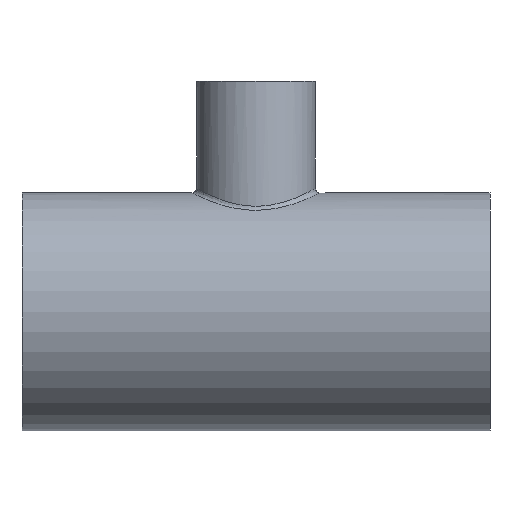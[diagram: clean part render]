
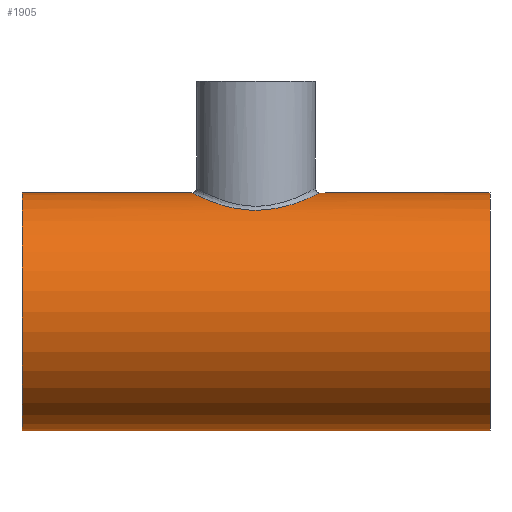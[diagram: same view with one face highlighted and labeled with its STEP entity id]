
A CAD part, front view. The second image highlights one B-rep face of the part: STEP entity #1905.
In plain terms, the highlighted cylindrical face has radius 50.8 mm (diameter 101.6 mm), a full revolution.
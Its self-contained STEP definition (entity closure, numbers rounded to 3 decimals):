
#1702=CARTESIAN_POINT('',(0.,-26.362,43.424));
#1703=VERTEX_POINT('',#1702);
#1783=CARTESIAN_POINT('',(0.,-26.362,43.424));
#1784=CARTESIAN_POINT('',(1.041,-26.362,43.424));
#1785=CARTESIAN_POINT('',(3.125,-26.247,43.494));
#1786=CARTESIAN_POINT('',(6.192,-25.738,43.799));
#1787=CARTESIAN_POINT('',(9.174,-24.9,44.284));
#1788=CARTESIAN_POINT('',(11.548,-23.942,44.809));
#1789=CARTESIAN_POINT('',(13.351,-23.036,45.279));
#1790=CARTESIAN_POINT('',(14.652,-22.292,45.65));
#1791=CARTESIAN_POINT('',(15.91,-21.479,46.039));
#1792=CARTESIAN_POINT('',(18.332,-19.719,46.841));
#1793=CARTESIAN_POINT('',(20.61,-17.527,47.721));
#1794=CARTESIAN_POINT('',(22.61,-14.933,48.565));
#1795=CARTESIAN_POINT('',(24.063,-12.727,49.204));
#1796=CARTESIAN_POINT('',(25.26,-10.361,49.76));
#1797=CARTESIAN_POINT('',(26.176,-7.875,50.198));
#1798=CARTESIAN_POINT('',(26.902,-5.306,50.552));
#1799=CARTESIAN_POINT('',(27.427,-2.005,50.813));
#1800=CARTESIAN_POINT('',(27.426,1.35,50.813));
#1801=CARTESIAN_POINT('',(27.109,4.001,50.655));
#1802=CARTESIAN_POINT('',(26.584,6.622,50.396));
#1803=CARTESIAN_POINT('',(25.556,9.78,49.897));
#1804=CARTESIAN_POINT('',(24.047,12.756,49.197));
#1805=CARTESIAN_POINT('',(22.588,14.964,48.556));
#1806=CARTESIAN_POINT('',(21.383,16.522,48.047));
#1807=CARTESIAN_POINT('',(20.065,17.987,47.517));
#1808=CARTESIAN_POINT('',(17.838,20.124,46.671));
#1809=CARTESIAN_POINT('',(15.499,21.829,45.885));
#1810=CARTESIAN_POINT('',(13.171,23.129,45.231));
#1811=CARTESIAN_POINT('',(11.566,23.926,44.817));
#1812=CARTESIAN_POINT('',(9.473,24.783,44.349));
#1813=CARTESIAN_POINT('',(6.858,25.569,43.898));
#1814=CARTESIAN_POINT('',(3.694,26.194,43.528));
#1815=CARTESIAN_POINT('',(-0.008,26.464,43.362));
#1816=CARTESIAN_POINT('',(-3.477,26.209,43.518));
#1817=CARTESIAN_POINT('',(-6.196,25.705,43.818));
#1818=CARTESIAN_POINT('',(-8.845,25.012,44.22));
#1819=CARTESIAN_POINT('',(-12.038,23.791,44.899));
#1820=CARTESIAN_POINT('',(-14.98,22.14,45.735));
#1821=CARTESIAN_POINT('',(-17.129,20.606,46.439));
#1822=CARTESIAN_POINT('',(-19.167,18.917,47.163));
#1823=CARTESIAN_POINT('',(-21.008,17.011,47.889));
#1824=CARTESIAN_POINT('',(-22.616,14.924,48.568));
#1825=CARTESIAN_POINT('',(-23.818,13.098,49.097));
#1826=CARTESIAN_POINT('',(-25.388,10.183,49.816));
#1827=CARTESIAN_POINT('',(-26.5,7.047,50.355));
#1828=CARTESIAN_POINT('',(-27.111,3.989,50.656));
#1829=CARTESIAN_POINT('',(-27.426,1.337,50.813));
#1830=CARTESIAN_POINT('',(-27.426,-2.016,50.813));
#1831=CARTESIAN_POINT('',(-26.899,-5.32,50.55));
#1832=CARTESIAN_POINT('',(-26.173,-7.885,50.196));
#1833=CARTESIAN_POINT('',(-25.257,-10.369,49.758));
#1834=CARTESIAN_POINT('',(-23.751,-13.341,49.06));
#1835=CARTESIAN_POINT('',(-21.916,-15.902,48.264));
#1836=CARTESIAN_POINT('',(-20.399,-17.62,47.651));
#1837=CARTESIAN_POINT('',(-19.012,-19.026,47.113));
#1838=CARTESIAN_POINT('',(-17.127,-20.647,46.429));
#1839=CARTESIAN_POINT('',(-14.649,-22.342,45.634));
#1840=CARTESIAN_POINT('',(-11.998,-23.761,44.908));
#1841=CARTESIAN_POINT('',(-9.163,-24.903,44.282));
#1842=CARTESIAN_POINT('',(-6.199,-25.736,43.8));
#1843=CARTESIAN_POINT('',(-3.123,-26.248,43.494));
#1844=CARTESIAN_POINT('',(-1.041,-26.362,43.424));
#1845=CARTESIAN_POINT('',(0.,-26.362,43.424));
#1846=CARTESIAN_POINT('',(0.,-26.362,43.424));
#1847=CARTESIAN_POINT('',(0.,-26.362,43.424));
#1848=CARTESIAN_POINT('',(0.,-26.362,43.424));
#1849=B_SPLINE_CURVE_WITH_KNOTS('',3,(#1783,#1784,#1785,#1786,#1787,#1788,#1789,#1790,#1791,#1792,#1793,#1794,#1795,#1796,#1797,#1798,#1799,#1800,#1801,#1802,#1803,#1804,#1805,#1806,#1807,#1808,#1809,#1810,#1811,#1812,#1813,#1814,#1815,#1816,#1817,#1818,#1819,#1820,#1821,#1822,#1823,#1824,#1825,#1826,#1827,#1828,#1829,#1830,#1831,#1832,#1833,#1834,#1835,#1836,#1837,#1838,#1839,#1840,#1841,#1842,#1843,#1844,#1845,#1846,#1847,#1848),.UNSPECIFIED.,.T.,.U.,(4,1,1,1,1,1,1,1,1,1,1,1,1,1,1,1,1,1,1,1,1,1,1,1,1,1,1,1,1,1,1,1,1,1,1,1,1,1,1,1,1,1,1,1,1,1,1,1,1,1,1,1,1,1,1,1,1,1,1,1,3,4),(-15.622,-15.343,-15.064,-14.785,-14.506,-14.366,-14.227,-14.087,-13.948,-13.39,-13.204,-13.018,-12.646,-12.46,-12.274,-11.902,-11.53,-11.344,-11.158,-10.786,-10.414,-10.228,-10.042,-9.857,-9.671,-9.175,-9.051,-8.927,-8.679,-8.431,-8.183,-7.811,-7.439,-7.253,-7.067,-6.695,-6.323,-6.137,-5.951,-5.579,-5.393,-5.207,-4.959,-4.463,-4.277,-4.091,-3.719,-3.347,-3.162,-2.976,-2.604,-2.232,-2.092,-1.953,-1.674,-1.395,-1.116,-0.837,-0.558,-0.279,0.0,0.),.UNSPECIFIED.);
#1850=EDGE_CURVE('',#1703,#1703,#1849,.T.);
#1875=CARTESIAN_POINT('',(0.0,0.0,0.0));
#1876=DIRECTION('',(-1.0,0.0,0.0));
#1877=DIRECTION('',(0.0,-1.0,0.0));
#1878=AXIS2_PLACEMENT_3D('',#1875,#1876,#1877);
#1879=CYLINDRICAL_SURFACE('',#1878,50.8);
#1880=CARTESIAN_POINT('',(-100.0,-50.8,0.0));
#1881=VERTEX_POINT('',#1880);
#1882=CARTESIAN_POINT('',(-100.0,0.0,0.0));
#1883=DIRECTION('',(-1.0,0.0,0.0));
#1884=DIRECTION('',(0.0,-1.0,0.0));
#1885=AXIS2_PLACEMENT_3D('',#1882,#1883,#1884);
#1886=CIRCLE('',#1885,50.8);
#1887=EDGE_CURVE('',#1881,#1881,#1886,.T.);
#1888=ORIENTED_EDGE('',*,*,#1887,.F.);
#1889=EDGE_LOOP('',(#1888));
#1890=FACE_OUTER_BOUND('',#1889,.T.);
#1891=CARTESIAN_POINT('',(100.0,-50.8,0.0));
#1892=VERTEX_POINT('',#1891);
#1893=CARTESIAN_POINT('',(100.0,0.0,0.0));
#1894=DIRECTION('',(-1.0,0.0,0.0));
#1895=DIRECTION('',(0.0,-1.0,0.0));
#1896=AXIS2_PLACEMENT_3D('',#1893,#1894,#1895);
#1897=CIRCLE('',#1896,50.8);
#1898=EDGE_CURVE('',#1892,#1892,#1897,.T.);
#1899=ORIENTED_EDGE('',*,*,#1898,.T.);
#1900=EDGE_LOOP('',(#1899));
#1901=FACE_BOUND('',#1900,.T.);
#1902=ORIENTED_EDGE('',*,*,#1850,.F.);
#1903=EDGE_LOOP('',(#1902));
#1904=FACE_BOUND('',#1903,.T.);
#1905=ADVANCED_FACE('',(#1890,#1901,#1904),#1879,.T.);
